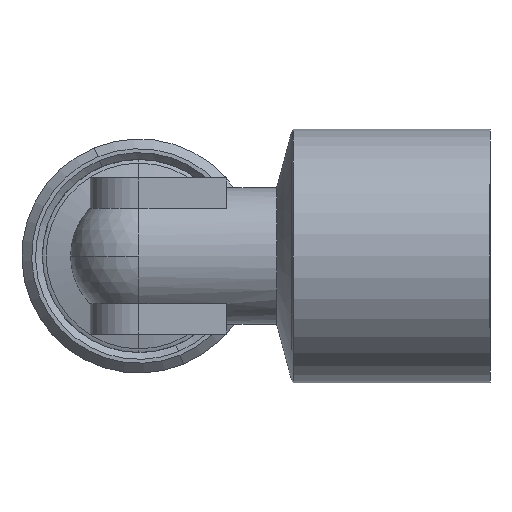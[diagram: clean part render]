
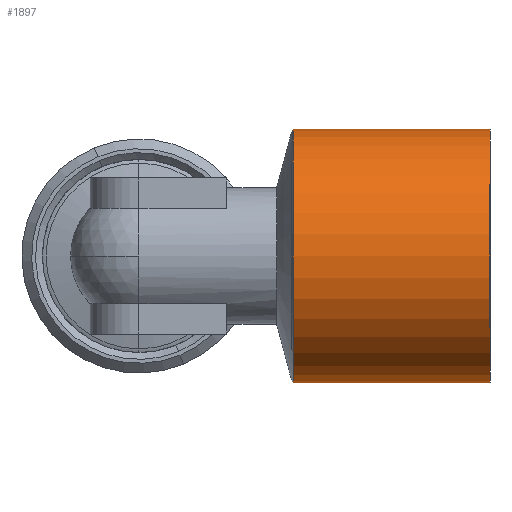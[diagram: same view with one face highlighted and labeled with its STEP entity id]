
A CAD part, left-side view. The second image highlights one B-rep face of the part: STEP entity #1897.
In plain terms, the highlighted cylindrical face has radius 6.5 mm (diameter 13 mm), a partial arc.
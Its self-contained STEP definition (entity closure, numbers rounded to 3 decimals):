
#143 = DIRECTION ( 'NONE',  ( 0., 1., 0. ) ) ;
#144 = CARTESIAN_POINT ( 'NONE',  ( 0., 16.197, 0. ) ) ;
#145 = DIRECTION ( 'NONE',  ( 0., 0., 1. ) ) ;
#210 = EDGE_LOOP ( 'NONE', ( #1696, #1697, #1698, #1699 ) ) ;
#742 = CARTESIAN_POINT ( 'NONE',  ( 0., 13.099, 0. ) ) ;
#743 = DIRECTION ( 'NONE',  ( 0., -1., 0. ) ) ;
#744 = DIRECTION ( 'NONE',  ( 0., 0., -1. ) ) ;
#820 = DIRECTION ( 'NONE',  ( 0., 1., 0. ) ) ;
#827 = CARTESIAN_POINT ( 'NONE',  ( 0., 3., 0. ) ) ;
#828 = DIRECTION ( 'NONE',  ( 0., 1., 0. ) ) ;
#829 = DIRECTION ( 'NONE',  ( 0., 0., 1. ) ) ;
#842 = DIRECTION ( 'NONE',  ( 0., 1., 0. ) ) ;
#843 = CARTESIAN_POINT ( 'NONE',  ( 0., 16.197, 6.5 ) ) ;
#844 = CARTESIAN_POINT ( 'NONE',  ( 0., 16.197, -6.5 ) ) ;
#888 = AXIS2_PLACEMENT_3D ( 'NONE', #742, #743, #744 ) ;
#897 = AXIS2_PLACEMENT_3D ( 'NONE', #827, #828, #829 ) ;
#1081 = CIRCLE ( 'NONE', #888, 6.5 ) ;
#1146 = CIRCLE ( 'NONE', #897, 6.5 ) ;
#1151 = LINE ( 'NONE', #844, #1158 ) ;
#1158 = VECTOR ( 'NONE', #820, 1000. ) ;
#1159 = LINE ( 'NONE', #843, #1161 ) ;
#1161 = VECTOR ( 'NONE', #842, 1000. ) ;
#1662 = CARTESIAN_POINT ( 'NONE',  ( 0., 13.099, 6.5 ) ) ;
#1664 = CARTESIAN_POINT ( 'NONE',  ( 0., 13.099, -6.5 ) ) ;
#1677 = CARTESIAN_POINT ( 'NONE',  ( 0., 3., -6.5 ) ) ;
#1678 = CARTESIAN_POINT ( 'NONE',  ( 0., 3., 6.5 ) ) ;
#1696 = ORIENTED_EDGE ( 'NONE', *, *, #2147, .F. ) ;
#1697 = ORIENTED_EDGE ( 'NONE', *, *, #2140, .T. ) ;
#1698 = ORIENTED_EDGE ( 'NONE', *, *, #2149, .T. ) ;
#1699 = ORIENTED_EDGE ( 'NONE', *, *, #2103, .T. ) ;
#1897 = ADVANCED_FACE ( 'NONE', ( #2349 ), #2365, .T. ) ;
#1943 = VERTEX_POINT ( 'NONE', #1662 ) ;
#1944 = VERTEX_POINT ( 'NONE', #1664 ) ;
#1952 = VERTEX_POINT ( 'NONE', #1677 ) ;
#1953 = VERTEX_POINT ( 'NONE', #1678 ) ;
#2103 = EDGE_CURVE ( 'NONE', #1943, #1944, #1081, .T. ) ;
#2140 = EDGE_CURVE ( 'NONE', #1952, #1953, #1146, .T. ) ;
#2147 = EDGE_CURVE ( 'NONE', #1952, #1944, #1151, .T. ) ;
#2149 = EDGE_CURVE ( 'NONE', #1953, #1943, #1159, .T. ) ;
#2349 = FACE_OUTER_BOUND ( 'NONE', #210, .T. ) ;
#2365 = CYLINDRICAL_SURFACE ( 'NONE', #2464, 6.5 ) ;
#2464 = AXIS2_PLACEMENT_3D ( 'NONE', #144, #143, #145 ) ;
